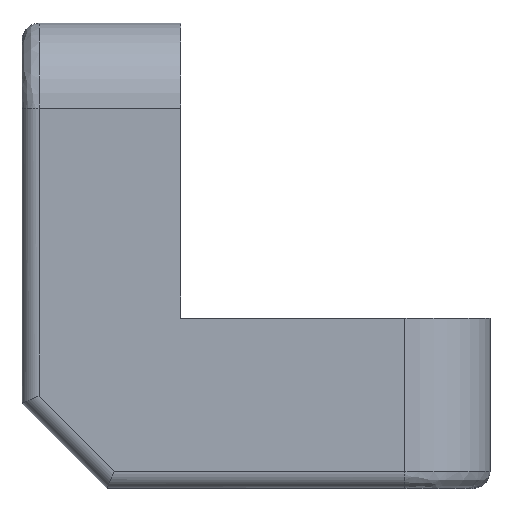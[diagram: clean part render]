
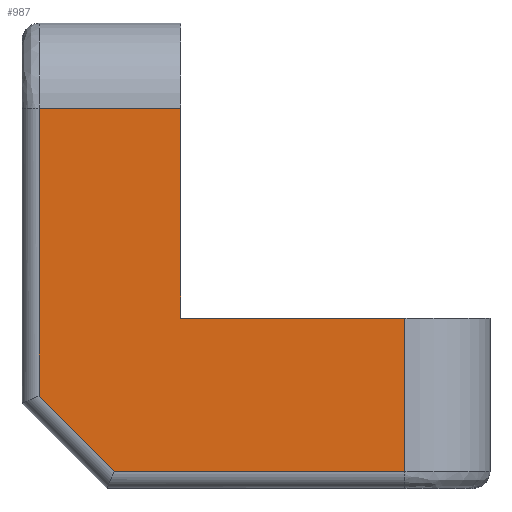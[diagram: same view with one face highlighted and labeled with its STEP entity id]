
A CAD part, top view. The second image highlights one B-rep face of the part: STEP entity #987.
In plain terms, the highlighted planar face has unit normal (0, 0, 1).
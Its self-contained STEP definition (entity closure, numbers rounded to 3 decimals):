
#67 = CARTESIAN_POINT ( 'NONE',  ( -1.176, 0.3, 2.5 ) ) ;
#100 = EDGE_CURVE ( 'NONE', #1320, #1985, #2517, .T. ) ;
#170 = CARTESIAN_POINT ( 'NONE',  ( 0., 0., 2.5 ) ) ;
#205 = DIRECTION ( 'NONE',  ( 0., -1., 0. ) ) ;
#233 = VECTOR ( 'NONE', #205, 1000. ) ;
#317 = CARTESIAN_POINT ( 'NONE',  ( -2.5, 1.624, 2.5 ) ) ;
#343 = LINE ( 'NONE', #2377, #1622 ) ;
#401 = EDGE_CURVE ( 'NONE', #1985, #3039, #948, .T. ) ;
#464 = CARTESIAN_POINT ( 'NONE',  ( 0., 3., 2.5 ) ) ;
#547 = VERTEX_POINT ( 'NONE', #596 ) ;
#596 = CARTESIAN_POINT ( 'NONE',  ( 3.95, 0.3, 2.5 ) ) ;
#609 = VECTOR ( 'NONE', #793, 1000. ) ;
#671 = LINE ( 'NONE', #170, #1945 ) ;
#696 = CARTESIAN_POINT ( 'NONE',  ( -2.5, 1.624, 2.5 ) ) ;
#793 = DIRECTION ( 'NONE',  ( 0., 1., 0. ) ) ;
#885 = VERTEX_POINT ( 'NONE', #67 ) ;
#948 = LINE ( 'NONE', #3055, #233 ) ;
#987 = ADVANCED_FACE ( 'NONE', ( #2778 ), #1498, .T. ) ;
#1016 = CARTESIAN_POINT ( 'NONE',  ( 0., 0., 2.5 ) ) ;
#1026 = ORIENTED_EDGE ( 'NONE', *, *, #2181, .T. ) ;
#1027 = VECTOR ( 'NONE', #2935, 1000. ) ;
#1109 = CARTESIAN_POINT ( 'NONE',  ( -2.5, 6.7, 2.5 ) ) ;
#1180 = VECTOR ( 'NONE', #2766, 1000. ) ;
#1219 = VERTEX_POINT ( 'NONE', #1528 ) ;
#1261 = DIRECTION ( 'NONE',  ( 1., 0., 0. ) ) ;
#1320 = VERTEX_POINT ( 'NONE', #2512 ) ;
#1389 = EDGE_CURVE ( 'NONE', #885, #547, #2990, .T. ) ;
#1406 = ORIENTED_EDGE ( 'NONE', *, *, #401, .T. ) ;
#1498 = PLANE ( 'NONE',  #1580 ) ;
#1528 = CARTESIAN_POINT ( 'NONE',  ( 3.95, 3., 2.5 ) ) ;
#1580 = AXIS2_PLACEMENT_3D ( 'NONE', #1016, #2689, #1261 ) ;
#1588 = DIRECTION ( 'NONE',  ( 1., 0., 0. ) ) ;
#1598 = VERTEX_POINT ( 'NONE', #464 ) ;
#1622 = VECTOR ( 'NONE', #2835, 1000. ) ;
#1666 = LINE ( 'NONE', #317, #1027 ) ;
#1714 = EDGE_CURVE ( 'NONE', #547, #1219, #2449, .T. ) ;
#1737 = VECTOR ( 'NONE', #1588, 1000. ) ;
#1828 = EDGE_CURVE ( 'NONE', #3039, #885, #1666, .T. ) ;
#1839 = DIRECTION ( 'NONE',  ( 0., 1., 0. ) ) ;
#1945 = VECTOR ( 'NONE', #1839, 1000. ) ;
#1973 = ORIENTED_EDGE ( 'NONE', *, *, #1389, .T. ) ;
#1985 = VERTEX_POINT ( 'NONE', #1109 ) ;
#2181 = EDGE_CURVE ( 'NONE', #1219, #1598, #343, .T. ) ;
#2216 = CARTESIAN_POINT ( 'NONE',  ( 3.95, 0., 2.5 ) ) ;
#2279 = ORIENTED_EDGE ( 'NONE', *, *, #100, .T. ) ;
#2377 = CARTESIAN_POINT ( 'NONE',  ( 0., 3., 2.5 ) ) ;
#2449 = LINE ( 'NONE', #2216, #609 ) ;
#2483 = ORIENTED_EDGE ( 'NONE', *, *, #1714, .T. ) ;
#2512 = CARTESIAN_POINT ( 'NONE',  ( 0., 6.7, 2.5 ) ) ;
#2517 = LINE ( 'NONE', #2531, #1180 ) ;
#2531 = CARTESIAN_POINT ( 'NONE',  ( 0., 6.7, 2.5 ) ) ;
#2621 = ORIENTED_EDGE ( 'NONE', *, *, #2876, .T. ) ;
#2689 = DIRECTION ( 'NONE',  ( 0., 0., 1. ) ) ;
#2766 = DIRECTION ( 'NONE',  ( -1., 0., 0. ) ) ;
#2778 = FACE_OUTER_BOUND ( 'NONE', #2790, .T. ) ;
#2790 = EDGE_LOOP ( 'NONE', ( #2279, #1406, #2953, #1973, #2483, #1026, #2621 ) ) ;
#2835 = DIRECTION ( 'NONE',  ( -1., 0., 0. ) ) ;
#2876 = EDGE_CURVE ( 'NONE', #1598, #1320, #671, .T. ) ;
#2935 = DIRECTION ( 'NONE',  ( 0.707, -0.707, 0. ) ) ;
#2953 = ORIENTED_EDGE ( 'NONE', *, *, #1828, .T. ) ;
#2990 = LINE ( 'NONE', #3006, #1737 ) ;
#3006 = CARTESIAN_POINT ( 'NONE',  ( 0., 0.3, 2.5 ) ) ;
#3039 = VERTEX_POINT ( 'NONE', #696 ) ;
#3055 = CARTESIAN_POINT ( 'NONE',  ( -2.5, 0., 2.5 ) ) ;
